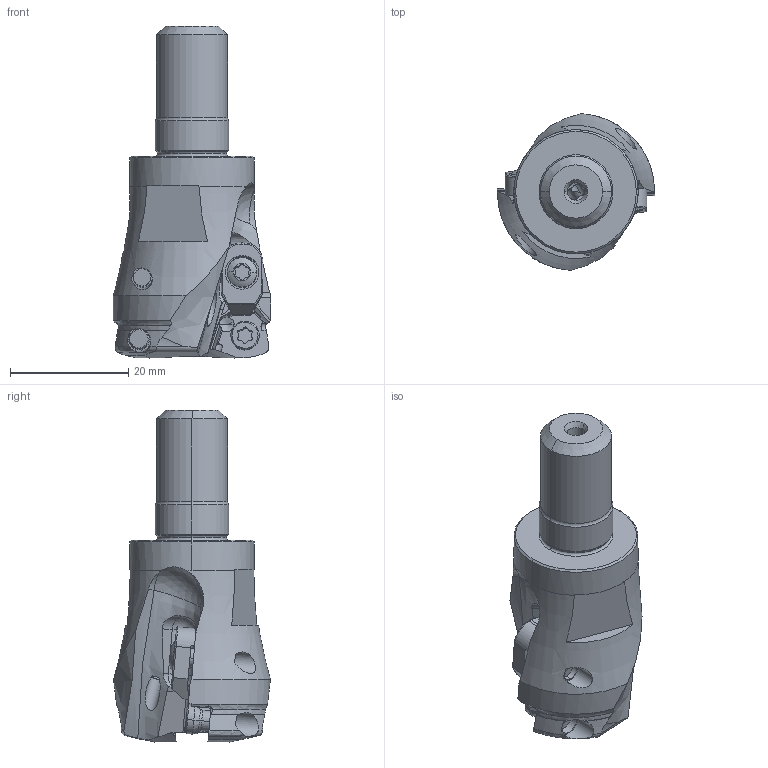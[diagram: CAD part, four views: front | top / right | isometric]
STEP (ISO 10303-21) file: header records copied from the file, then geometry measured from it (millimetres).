
FILE_DESCRIPTION(/* description */ (''),/* implementation_level */ '2;1');
FILE_NAME(/* name */ 'AJXU09R182AM1235.stp',/* time_stamp */ '2021-09-08T11:49:02+09:00',/* author */ (''),/* organization */ (''),/* preprocessor_version */ 'ST-DEVELOPER v16',/* originating_system */ 'SIEMENS PLM Software NX 10.0',/* authorisation */ '');
FILE_SCHEMA (('AUTOMOTIVE_DESIGN { 1 0 10303 214 3 1 1 1 }'));
Length unit declared in the file: millimetre
Products named in the file (1): AJXU09R182AM1235_ASM
Bounding box: 26.57 x 26.5 x 56.1 mm (x, y, z)
Volume: 12894.5 mm3; surface area: 6216.3 mm2
Topology: 9 solids, 9 shells, 421 faces, 1210 edges, 849 vertices
Faces by surface type: cylinder 198, plane 117, cone 60, torus 30, sphere 10, bspline 6
Entity records: 17537 total; most frequent: CARTESIAN_POINT 5894, DIRECTION 2434, ORIENTED_EDGE 2380, EDGE_CURVE 1190, AXIS2_PLACEMENT_3D 1015, VERTEX_POINT 805, CIRCLE 518, EDGE_LOOP 459
